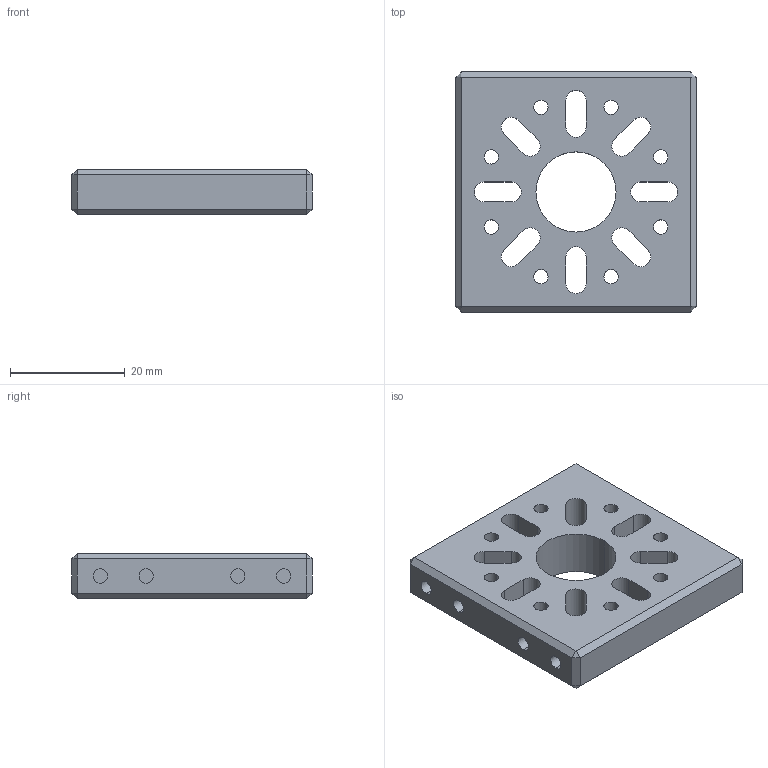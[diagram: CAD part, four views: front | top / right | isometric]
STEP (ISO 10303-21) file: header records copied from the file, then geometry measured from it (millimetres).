
FILE_DESCRIPTION (( 'STEP AP214' ), '1' );
FILE_NAME ('76143-end-piece-plate.STEP', '2021-07-06T16:17:58', ( '' ), ( '' ), 'SwSTEP 2.0', 'SolidWorks 2021', '' );
FILE_SCHEMA (( 'AUTOMOTIVE_DESIGN' ));
Length unit declared in the file: millimetre
Products named in the file (1): 76143-end-piece-plate
Bounding box: 42 x 42 x 8 mm (x, y, z)
Volume: 10486.6 mm3; surface area: 6385.7 mm2
Topology: 1 solids, 1 shells, 100 faces, 246 edges, 156 vertices
Faces by surface type: cylinder 50, plane 50
Entity records: 3060 total; most frequent: DIRECTION 548, CARTESIAN_POINT 503, ORIENTED_EDGE 492, EDGE_CURVE 246, AXIS2_PLACEMENT_3D 201, VERTEX_POINT 156, VECTOR 146, LINE 146
